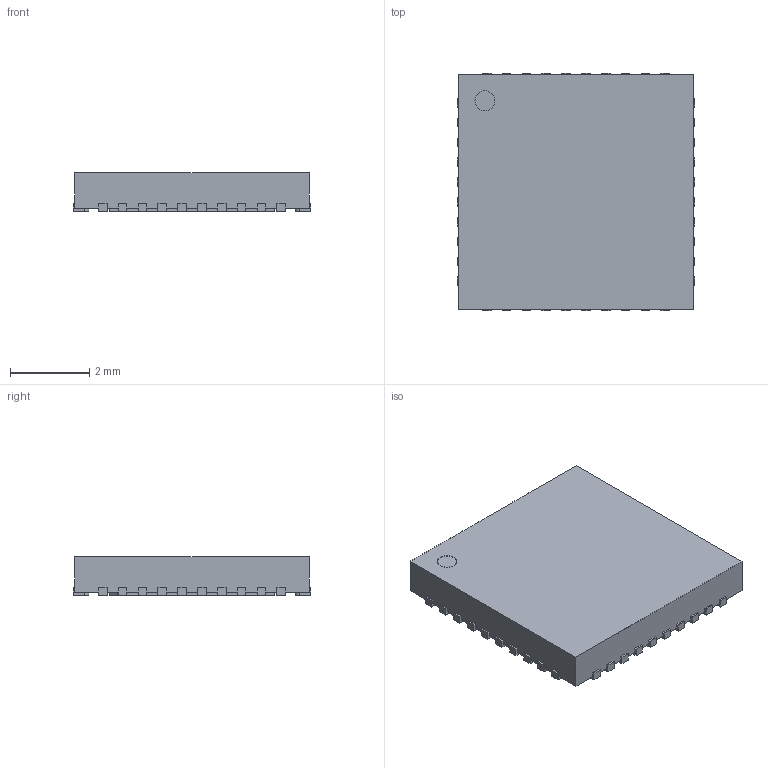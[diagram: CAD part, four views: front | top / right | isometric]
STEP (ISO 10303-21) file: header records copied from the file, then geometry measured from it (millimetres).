
FILE_DESCRIPTION(/* description */ ('model of Texas_RTA_WQFN-40-1EP_6x6mm_P0.5mm_EP4.15x4.15mm'),/* implementation_level */ '2;1');
FILE_NAME(/* name */ 'Texas_RTA_WQFN-40-1EP_6x6mm_P0.5mm_EP4.15x4.15mm.step',/* time_stamp */ '2024-03-02T23:11:05',/* author */ ('KiCAD','kicad'),/* organization */ ('OCCT'),/* preprocessor_version */ '',/* originating_system */ 'KiCAD',/* authorisation */ '');
FILE_SCHEMA(('AUTOMOTIVE_DESIGN { 1 0 10303 214 1 1 1 1 }'));
Length unit declared in the file: millimetre
Products named in the file (1): Texas_RTA_WQFN-40-1EP_6x6mm_P0.5mm_EP4.15x4.15mm
Bounding box: 6 x 6 x 0.98 mm (x, y, z)
Volume: 33.2 mm3; surface area: 97.5 mm2
Topology: 1 solids, 1 shells, 254 faces, 750 edges, 500 vertices
Faces by surface type: plane 213, cylinder 41
Full cylindrical faces by diameter (mm): 0.5 x1
Entity records: 10676 total; most frequent: CARTESIAN_POINT 1505, ORIENTED_EDGE 1500, DIRECTION 1342, EDGE_CURVE 750, LINE 668, VECTOR 668, VERTEX_POINT 500, AXIS2_PLACEMENT_3D 337
